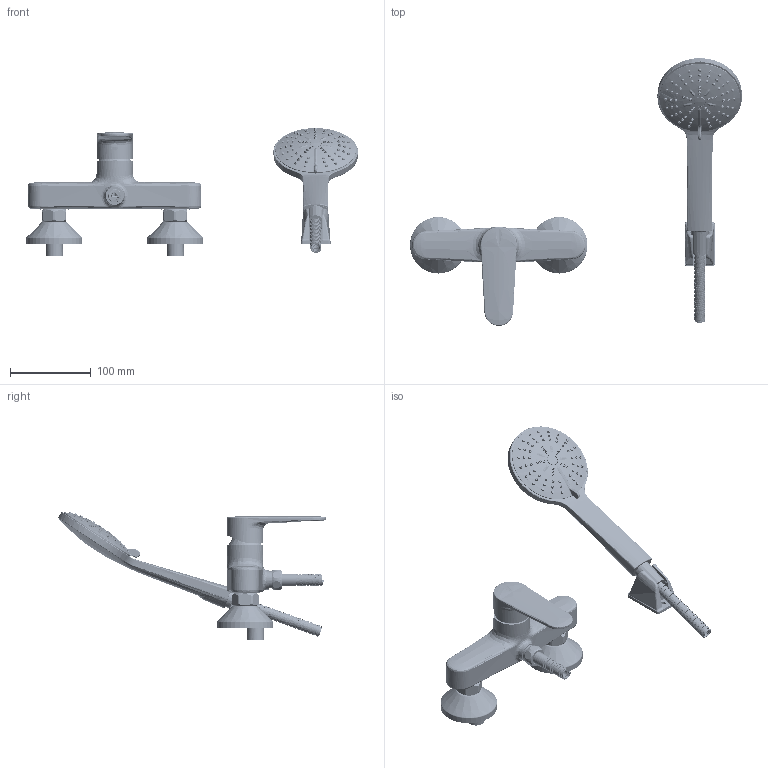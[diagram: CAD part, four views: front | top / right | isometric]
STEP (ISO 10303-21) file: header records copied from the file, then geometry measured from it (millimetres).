
FILE_DESCRIPTION((''),'2;1');
FILE_NAME('FFASB212-701500BC0_2_ASM','2018-08-23T',('10114231'),(''),'CREO PARAMETRIC BY PTC INC, 2014440','CREO PARAMETRIC BY PTC INC, 2014440','');
FILE_SCHEMA(('CONFIG_CONTROL_DESIGN'));
Products named in the file (40): FFZZ0021-0000750PL; 1590463399; 1581212699; 158A913204; 1590488250; 1581927250; 1580800550; CONNECT-LARGE_ASM; 158B950189_BODY; 158B950189_PIVOT; 158B950189_WASHER; 158B950189_ASM; 603275; FF1-CN521L00000197; 1580727050_C1; A907112; 158A917376; PVC_HOSE_622280; BAND_ADAPTER_621847; FLEX_HOSE_622281; BUSING_620111; CUPLING_NUT_604136; PACKING_611701; 652508_ASM; BBBB; 15802350350; S100023-01M_1; S100023-07_1; S100023-02_1; MANIFOLD_SOLID_BREP_83806; MANIFOLD_SOLID_BREP_130283; S100023-03_1_ASM; S10023-03_ASM_1_ASM; S10023-04_ASM_1_ASM; S02015-38_1; S100023-00_ASM_1_ASM; PRT0002; S100023-00_ASM_ASM; HAND_SHOWER_ASM; FFASB212-701500BC0_2_ASM
Assembly tree (41 placements, depth 8):
  FFASB212-701500BC0_2_ASM
    FFZZ0021-0000750PL
    CONNECT-LARGE_ASM  x2
      1590463399
      1581212699
      158A913204
      1590488250
      1581927250
      1580800550
    158B950189_ASM
      158B950189_BODY
      158B950189_PIVOT
      158B950189_WASHER  x2
    603275
    FF1-CN521L00000197
    1580727050_C1
    A907112
    158A917376
    652508_ASM
      PVC_HOSE_622280
      BAND_ADAPTER_621847
      FLEX_HOSE_622281
      BUSING_620111
      CUPLING_NUT_604136
      PACKING_611701
    HAND_SHOWER_ASM
      BBBB
      15802350350
      S100023-00_ASM_ASM
        S100023-00_ASM_1_ASM
          S100023-01M_1
          S100023-07_1
          S10023-04_ASM_1_ASM
            S10023-03_ASM_1_ASM
              S100023-02_1
              S100023-03_1_ASM
                MANIFOLD_SOLID_BREP_83806
                MANIFOLD_SOLID_BREP_130283
          S02015-38_1
        PRT0002
Bounding box: 411.55 x 331.71 x 159.51 mm (x, y, z)
Volume: 394867.2 mm3; surface area: 294709.2 mm2
Topology: 37 solids, 37 shells, 3722 faces, 9142 edges, 5646 vertices
Faces by surface type: bspline 1108, cone 777, plane 715, cylinder 662, torus 317, sphere 117, extrusion 26
Entity records: 200134 total; most frequent: CARTESIAN_POINT 127920, ORIENTED_EDGE 16728, DIRECTION 11856, EDGE_CURVE 8364, VERTEX_POINT 5188, AXIS2_PLACEMENT_3D 4813, EDGE_LOOP 3936, B_SPLINE_CURVE_WITH_KNOTS 3821
